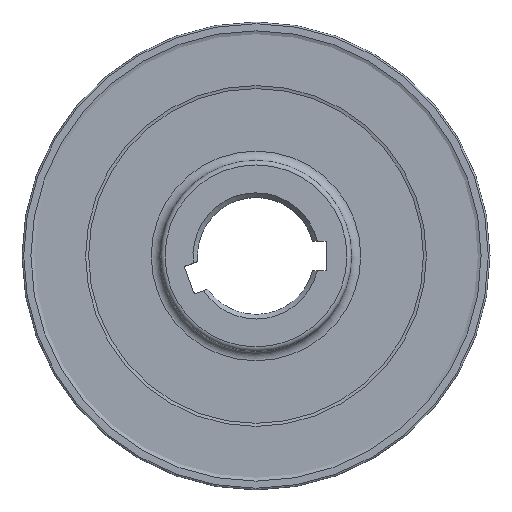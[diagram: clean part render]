
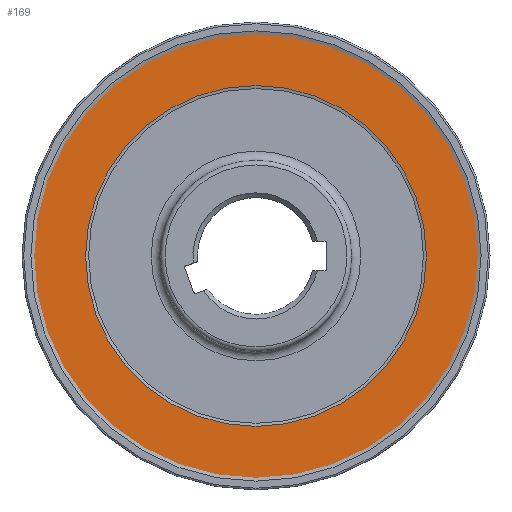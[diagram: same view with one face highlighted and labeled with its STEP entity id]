
A CAD part, top view. The second image highlights one B-rep face of the part: STEP entity #169.
In plain terms, the highlighted planar face has unit normal (0, 0, 1).
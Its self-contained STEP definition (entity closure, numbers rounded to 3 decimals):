
#64=PLANE('',#727);
#85=FACE_BOUND('',#247,.T.);
#86=FACE_BOUND('',#248,.T.);
#169=ADVANCED_FACE('',(#85,#86),#64,.T.);
#247=EDGE_LOOP('',(#408));
#248=EDGE_LOOP('',(#409));
#327=CIRCLE('',#724,48.529);
#328=CIRCLE('',#726,37.);
#408=ORIENTED_EDGE('',*,*,#612,.T.);
#409=ORIENTED_EDGE('',*,*,#611,.F.);
#542=VERTEX_POINT('',#1109);
#543=VERTEX_POINT('',#1112);
#611=EDGE_CURVE('',#542,#542,#327,.T.);
#612=EDGE_CURVE('',#543,#543,#328,.T.);
#724=AXIS2_PLACEMENT_3D('',#1108,#864,#865);
#726=AXIS2_PLACEMENT_3D('',#1111,#868,#869);
#727=AXIS2_PLACEMENT_3D('',#1113,#870,#871);
#864=DIRECTION('',(0.,0.,-1.));
#865=DIRECTION('',(-1.,0.,0.));
#868=DIRECTION('',(0.,0.,-1.));
#869=DIRECTION('',(-1.,0.,0.));
#870=DIRECTION('',(0.,0.,1.));
#871=DIRECTION('',(1.,0.,0.));
#1108=CARTESIAN_POINT('',(0.,0.,-4.307));
#1109=CARTESIAN_POINT('',(-48.529,0.,-4.307));
#1111=CARTESIAN_POINT('',(0.,0.,-4.307));
#1112=CARTESIAN_POINT('',(-37.,0.,-4.307));
#1113=CARTESIAN_POINT('',(0.,48.529,-4.307));
